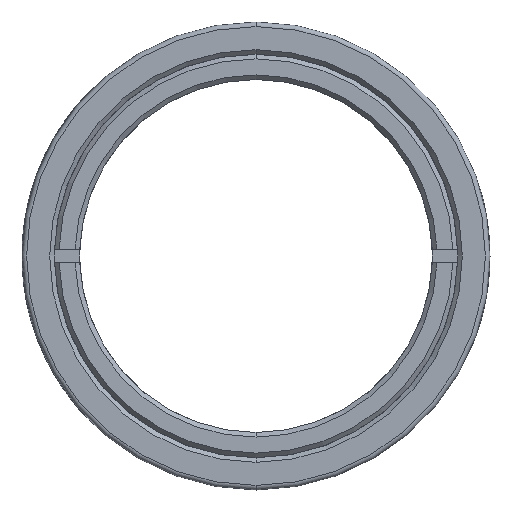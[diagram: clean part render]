
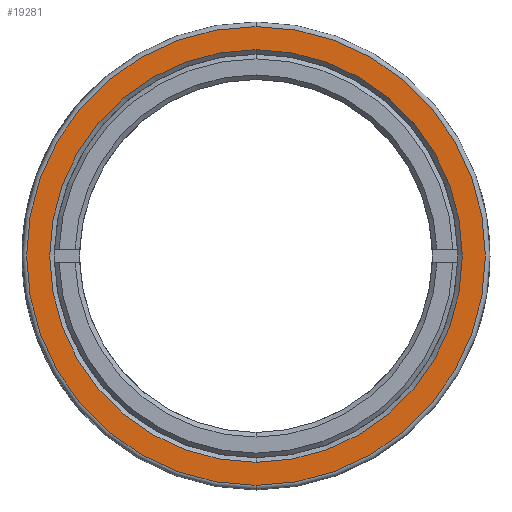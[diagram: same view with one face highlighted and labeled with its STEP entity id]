
A CAD part, front view. The second image highlights one B-rep face of the part: STEP entity #19281.
In plain terms, the highlighted planar face has unit normal (0, -1, 0).
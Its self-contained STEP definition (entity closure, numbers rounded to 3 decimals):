
#138 = EDGE_CURVE ( 'NONE', #16148, #18584, #4462, .T. ) ;
#442 = AXIS2_PLACEMENT_3D ( 'NONE', #3277, #9991, #20361 ) ;
#1717 = EDGE_CURVE ( 'NONE', #2351, #12802, #19209, .T. ) ;
#1784 = CARTESIAN_POINT ( 'NONE',  ( 15.419, 15.237, 33.159 ) ) ;
#2043 = EDGE_LOOP ( 'NONE', ( #22124, #19665 ) ) ;
#2228 = AXIS2_PLACEMENT_3D ( 'NONE', #9317, #22058, #22199 ) ;
#2351 = VERTEX_POINT ( 'NONE', #1784 ) ;
#2602 = CARTESIAN_POINT ( 'NONE',  ( 15.419, 15.237, 18.209 ) ) ;
#3277 = CARTESIAN_POINT ( 'NONE',  ( 15.419, 15.237, 18.209 ) ) ;
#3467 = DIRECTION ( 'NONE',  ( 0., 1., 0. ) ) ;
#4462 = CIRCLE ( 'NONE', #5370, 13.445 ) ;
#5048 = CARTESIAN_POINT ( 'NONE',  ( 15.419, 15.237, 4.764 ) ) ;
#5153 = FACE_OUTER_BOUND ( 'NONE', #2043, .T. ) ;
#5370 = AXIS2_PLACEMENT_3D ( 'NONE', #18878, #8378, #22812 ) ;
#6944 = DIRECTION ( 'NONE',  ( 0., 1., 0. ) ) ;
#8378 = DIRECTION ( 'NONE',  ( 0., 1., 0. ) ) ;
#8928 = AXIS2_PLACEMENT_3D ( 'NONE', #24332, #3467, #11582 ) ;
#9317 = CARTESIAN_POINT ( 'NONE',  ( 15.419, 15.237, 18.209 ) ) ;
#9500 = FACE_BOUND ( 'NONE', #11675, .T. ) ;
#9547 = ORIENTED_EDGE ( 'NONE', *, *, #138, .T. ) ;
#9981 = AXIS2_PLACEMENT_3D ( 'NONE', #2602, #6944, #17843 ) ;
#9991 = DIRECTION ( 'NONE',  ( 0., -1., 0. ) ) ;
#11582 = DIRECTION ( 'NONE',  ( 1., 0., 0. ) ) ;
#11675 = EDGE_LOOP ( 'NONE', ( #9547, #23318 ) ) ;
#11862 = PLANE ( 'NONE',  #8928 ) ;
#12802 = VERTEX_POINT ( 'NONE', #14840 ) ;
#13832 = CIRCLE ( 'NONE', #442, 14.95 ) ;
#14769 = EDGE_CURVE ( 'NONE', #18584, #16148, #15790, .T. ) ;
#14840 = CARTESIAN_POINT ( 'NONE',  ( 15.419, 15.237, 3.259 ) ) ;
#15790 = CIRCLE ( 'NONE', #9981, 13.445 ) ;
#16148 = VERTEX_POINT ( 'NONE', #5048 ) ;
#17843 = DIRECTION ( 'NONE',  ( 0., 0., 1. ) ) ;
#18584 = VERTEX_POINT ( 'NONE', #21903 ) ;
#18878 = CARTESIAN_POINT ( 'NONE',  ( 15.419, 15.237, 18.209 ) ) ;
#18997 = EDGE_CURVE ( 'NONE', #12802, #2351, #13832, .T. ) ;
#19209 = CIRCLE ( 'NONE', #2228, 14.95 ) ;
#19281 = ADVANCED_FACE ( 'NONE', ( #9500, #5153 ), #11862, .F. ) ;
#19665 = ORIENTED_EDGE ( 'NONE', *, *, #18997, .T. ) ;
#20361 = DIRECTION ( 'NONE',  ( 0., 0., 1. ) ) ;
#21903 = CARTESIAN_POINT ( 'NONE',  ( 15.419, 15.237, 31.654 ) ) ;
#22058 = DIRECTION ( 'NONE',  ( 0., -1., 0. ) ) ;
#22124 = ORIENTED_EDGE ( 'NONE', *, *, #1717, .T. ) ;
#22199 = DIRECTION ( 'NONE',  ( 0., 0., 1. ) ) ;
#22812 = DIRECTION ( 'NONE',  ( 0., 0., 1. ) ) ;
#23318 = ORIENTED_EDGE ( 'NONE', *, *, #14769, .T. ) ;
#24332 = CARTESIAN_POINT ( 'NONE',  ( 15.419, 15.237, 18.209 ) ) ;
